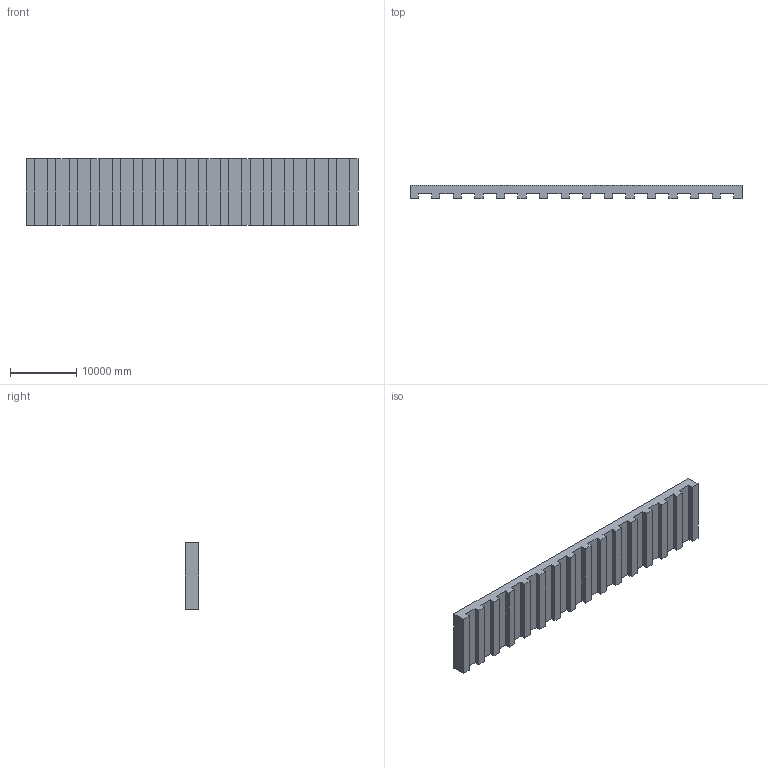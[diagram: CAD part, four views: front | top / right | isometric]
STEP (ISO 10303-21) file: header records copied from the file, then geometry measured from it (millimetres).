
FILE_DESCRIPTION (( 'STEP AP203' ), '1' );
FILE_NAME ('floor_Default_sldprt.STEP', '2021-12-11T01:16:03', ( '' ), ( '' ), 'SwSTEP 2.0', 'SolidWorks 2016', '' );
FILE_SCHEMA (( 'CONFIG_CONTROL_DESIGN' ));
Length unit declared in the file: millimetre
Products named in the file (1): floor_Default_sldprt
Bounding box: 50000 x 2000 x 10000 mm (x, y, z)
Volume: 774999999999.7 mm3; surface area: 1420000000 mm2
Topology: 1 solids, 1 shells, 66 faces, 192 edges, 128 vertices
Faces by surface type: plane 66
Entity records: 2213 total; most frequent: CARTESIAN_POINT 387, ORIENTED_EDGE 384, DIRECTION 326, EDGE_CURVE 192, VECTOR 192, LINE 192, VERTEX_POINT 128, AXIS2_PLACEMENT_3D 67
